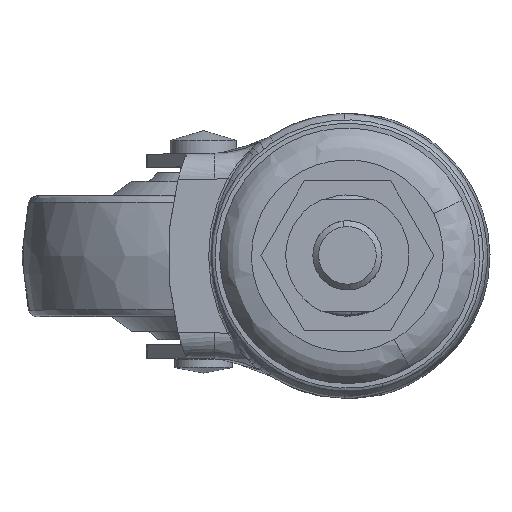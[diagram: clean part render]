
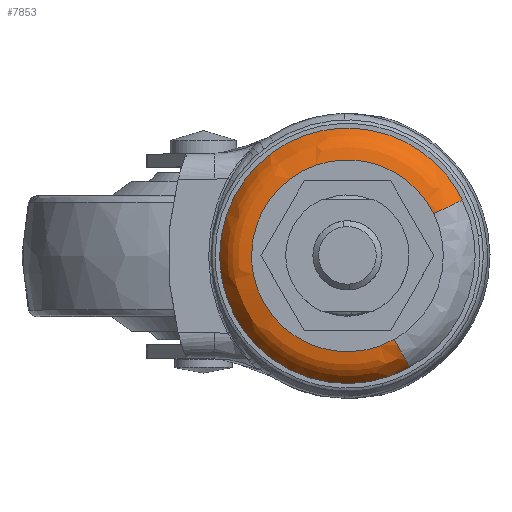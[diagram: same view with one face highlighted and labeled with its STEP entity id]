
A CAD part, top view. The second image highlights one B-rep face of the part: STEP entity #7853.
In plain terms, the highlighted free-form (B-spline) face has degree [2, 2] with [9, 3] control points.
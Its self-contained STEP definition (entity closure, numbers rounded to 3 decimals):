
#7718=CARTESIAN_POINT('',(7.963,-14.249,-2.008));
#7719=CARTESIAN_POINT('',(7.555,-14.477,-2.008));
#7720=CARTESIAN_POINT('',(7.135,-14.681,-2.008));
#7721=CARTESIAN_POINT('',(-7.546,-21.816,-2.008));
#7722=CARTESIAN_POINT('',(-14.681,-7.135,-2.008));
#7723=CARTESIAN_POINT('',(-21.816,7.546,-2.008));
#7724=CARTESIAN_POINT('',(-7.135,14.681,-2.008));
#7725=CARTESIAN_POINT('',(7.546,21.816,-2.008));
#7726=CARTESIAN_POINT('',(14.681,7.135,-2.008));
#7727=CARTESIAN_POINT('',(10.079,-18.036,-1.778));
#7728=CARTESIAN_POINT('',(9.563,-18.325,-1.778));
#7729=CARTESIAN_POINT('',(9.031,-18.583,-1.778));
#7730=CARTESIAN_POINT('',(-9.552,-27.614,-1.778));
#7731=CARTESIAN_POINT('',(-18.583,-9.031,-1.778));
#7732=CARTESIAN_POINT('',(-27.614,9.552,-1.778));
#7733=CARTESIAN_POINT('',(-9.031,18.583,-1.778));
#7734=CARTESIAN_POINT('',(9.552,27.614,-1.778));
#7735=CARTESIAN_POINT('',(18.583,9.031,-1.778));
#7736=CARTESIAN_POINT('',(10.882,-19.471,-5.8));
#7737=CARTESIAN_POINT('',(10.324,-19.783,-5.8));
#7738=CARTESIAN_POINT('',(9.75,-20.062,-5.8));
#7739=CARTESIAN_POINT('',(-10.312,-29.812,-5.8));
#7740=CARTESIAN_POINT('',(-20.062,-9.75,-5.8));
#7741=CARTESIAN_POINT('',(-29.812,10.312,-5.8));
#7742=CARTESIAN_POINT('',(-9.75,20.062,-5.8));
#7743=CARTESIAN_POINT('',(10.312,29.812,-5.8));
#7744=CARTESIAN_POINT('',(20.062,9.75,-5.8));
#7752=(BOUNDED_SURFACE()B_SPLINE_SURFACE(2,2,((#7718,#7727,#7736),(#7719,#7728,#7737),(#7720,#7729,#7738),(#7721,#7730,#7739),(#7722,#7731,#7740),(#7723,#7732,#7741),(#7724,#7733,#7742),(#7725,#7734,#7743),(#7726,#7735,#7744)),.UNSPECIFIED.,.F.,.F.,.U.)B_SPLINE_SURFACE_WITH_KNOTS((3,2,2,2,3),(3,3),(0.0,1.478,38.436,75.393,112.35),(0.0,7.805),.UNSPECIFIED.)GEOMETRIC_REPRESENTATION_ITEM()RATIONAL_B_SPLINE_SURFACE(((0.903,0.736,0.902),(0.913,0.744,0.912),(0.923,0.753,0.923),(0.653,0.532,0.653),(0.923,0.753,0.923),(0.653,0.532,0.653),(0.923,0.753,0.923),(0.653,0.532,0.653),(0.923,0.753,0.923)))REPRESENTATION_ITEM('')SURFACE());
#7753=CARTESIAN_POINT('',(10.818,-19.357,-5.503));
#7754=VERTEX_POINT('',#7753);
#7755=CARTESIAN_POINT('',(-22.175,0.0,-5.503));
#7756=VERTEX_POINT('',#7755);
#7757=CARTESIAN_POINT('',(10.818,-19.357,-5.503));
#7758=CARTESIAN_POINT('',(5.776,-22.175,-5.503));
#7759=CARTESIAN_POINT('',(0.,-22.175,-5.503));
#7760=CARTESIAN_POINT('',(-22.175,-22.175,-5.503));
#7761=CARTESIAN_POINT('',(-22.175,0.0,-5.503));
#7769=(BOUNDED_CURVE()B_SPLINE_CURVE(2,(#7757,#7758,#7759,#7760,#7761),.UNSPECIFIED.,.F.,.U.)B_SPLINE_CURVE_WITH_KNOTS((3,2,3),(0.667,0.75,1.0),.UNSPECIFIED.)CURVE()GEOMETRIC_REPRESENTATION_ITEM()RATIONAL_B_SPLINE_CURVE((0.87,0.903,1.0,0.707,1.0))REPRESENTATION_ITEM(''));
#7770=EDGE_CURVE('',#7754,#7756,#7769,.T.);
#7771=ORIENTED_EDGE('',*,*,#7770,.F.);
#7772=CARTESIAN_POINT('',(8.121,-14.532,-2.));
#7773=VERTEX_POINT('',#7772);
#7774=CARTESIAN_POINT('',(8.121,-14.532,-2.));
#7775=CARTESIAN_POINT('',(10.011,-17.913,-2.));
#7776=CARTESIAN_POINT('',(10.818,-19.357,-5.503));
#7784=(BOUNDED_CURVE()B_SPLINE_CURVE(2,(#7774,#7775,#7776),.UNSPECIFIED.,.F.,.U.)B_SPLINE_CURVE_WITH_KNOTS((3,3),(-1.661,-0.341),.UNSPECIFIED.)CURVE()GEOMETRIC_REPRESENTATION_ITEM()RATIONAL_B_SPLINE_CURVE((0.888,0.75,0.888))REPRESENTATION_ITEM(''));
#7785=EDGE_CURVE('',#7773,#7754,#7784,.T.);
#7786=ORIENTED_EDGE('',*,*,#7785,.F.);
#7787=CARTESIAN_POINT('',(-16.647,0.0,-2.));
#7788=VERTEX_POINT('',#7787);
#7789=CARTESIAN_POINT('',(8.121,-14.532,-2.));
#7790=CARTESIAN_POINT('',(4.336,-16.647,-2.));
#7791=CARTESIAN_POINT('',(0.0,-16.647,-2.));
#7792=CARTESIAN_POINT('',(-16.647,-16.647,-2.));
#7793=CARTESIAN_POINT('',(-16.647,0.0,-2.));
#7801=(BOUNDED_CURVE()B_SPLINE_CURVE(2,(#7789,#7790,#7791,#7792,#7793),.UNSPECIFIED.,.F.,.U.)B_SPLINE_CURVE_WITH_KNOTS((3,2,3),(0.667,0.75,1.0),.UNSPECIFIED.)CURVE()GEOMETRIC_REPRESENTATION_ITEM()RATIONAL_B_SPLINE_CURVE((0.87,0.903,1.0,0.707,1.0))REPRESENTATION_ITEM(''));
#7802=EDGE_CURVE('',#7773,#7788,#7801,.T.);
#7803=ORIENTED_EDGE('',*,*,#7802,.T.);
#7804=CARTESIAN_POINT('',(14.972,7.277,-2.));
#7805=VERTEX_POINT('',#7804);
#7806=CARTESIAN_POINT('',(-16.647,0.0,-2.));
#7807=CARTESIAN_POINT('',(-16.647,16.647,-2.));
#7808=CARTESIAN_POINT('',(0.0,16.647,-2.));
#7809=CARTESIAN_POINT('',(10.418,16.647,-2.));
#7810=CARTESIAN_POINT('',(14.972,7.277,-2.));
#7818=(BOUNDED_CURVE()B_SPLINE_CURVE(2,(#7806,#7807,#7808,#7809,#7810),.UNSPECIFIED.,.F.,.U.)B_SPLINE_CURVE_WITH_KNOTS((3,2,3),(0.0,0.25,0.426),.UNSPECIFIED.)CURVE()GEOMETRIC_REPRESENTATION_ITEM()RATIONAL_B_SPLINE_CURVE((1.0,0.707,1.0,0.794,0.878))REPRESENTATION_ITEM(''));
#7819=EDGE_CURVE('',#7788,#7805,#7818,.T.);
#7820=ORIENTED_EDGE('',*,*,#7819,.T.);
#7821=CARTESIAN_POINT('',(19.944,9.693,-5.503));
#7822=VERTEX_POINT('',#7821);
#7823=CARTESIAN_POINT('',(14.972,7.277,-2.));
#7824=CARTESIAN_POINT('',(18.457,8.97,-2.));
#7825=CARTESIAN_POINT('',(19.944,9.693,-5.503));
#7833=(BOUNDED_CURVE()B_SPLINE_CURVE(2,(#7823,#7824,#7825),.UNSPECIFIED.,.F.,.U.)B_SPLINE_CURVE_WITH_KNOTS((3,3),(-1.661,-0.341),.UNSPECIFIED.)CURVE()GEOMETRIC_REPRESENTATION_ITEM()RATIONAL_B_SPLINE_CURVE((0.909,0.767,0.908))REPRESENTATION_ITEM(''));
#7834=EDGE_CURVE('',#7805,#7822,#7833,.T.);
#7835=ORIENTED_EDGE('',*,*,#7834,.T.);
#7836=CARTESIAN_POINT('',(-22.175,0.0,-5.503));
#7837=CARTESIAN_POINT('',(-22.175,22.175,-5.503));
#7838=CARTESIAN_POINT('',(0.,22.175,-5.503));
#7839=CARTESIAN_POINT('',(13.878,22.175,-5.503));
#7840=CARTESIAN_POINT('',(19.944,9.693,-5.503));
#7848=(BOUNDED_CURVE()B_SPLINE_CURVE(2,(#7836,#7837,#7838,#7839,#7840),.UNSPECIFIED.,.F.,.U.)B_SPLINE_CURVE_WITH_KNOTS((3,2,3),(0.0,0.25,0.426),.UNSPECIFIED.)CURVE()GEOMETRIC_REPRESENTATION_ITEM()RATIONAL_B_SPLINE_CURVE((1.0,0.707,1.0,0.794,0.878))REPRESENTATION_ITEM(''));
#7849=EDGE_CURVE('',#7756,#7822,#7848,.T.);
#7850=ORIENTED_EDGE('',*,*,#7849,.F.);
#7851=EDGE_LOOP('',(#7771,#7786,#7803,#7820,#7835,#7850));
#7852=FACE_OUTER_BOUND('',#7851,.T.);
#7853=ADVANCED_FACE('',(#7852),#7752,.T.);
